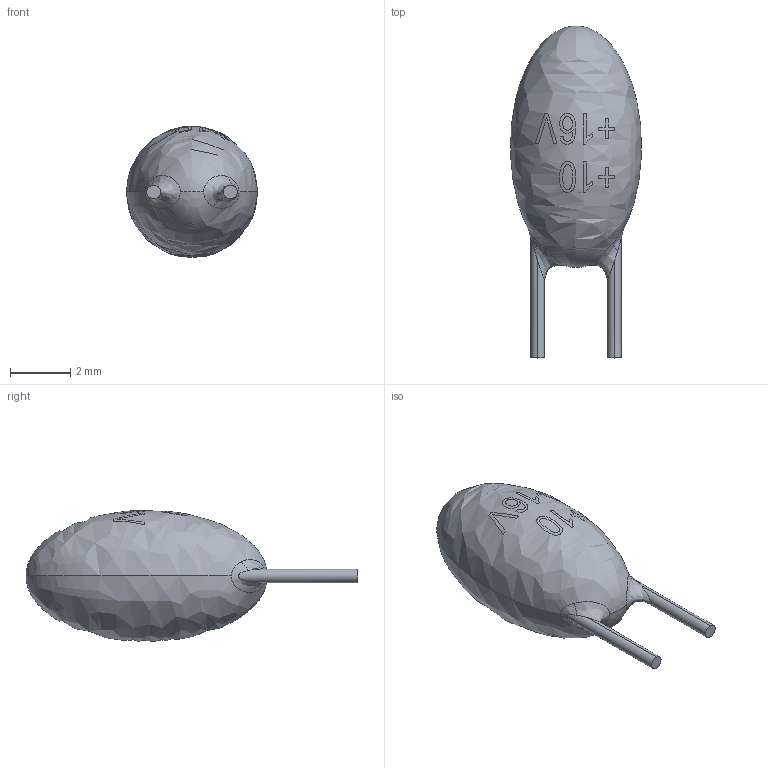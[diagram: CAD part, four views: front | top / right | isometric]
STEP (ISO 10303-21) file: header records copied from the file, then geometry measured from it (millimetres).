
FILE_DESCRIPTION (( 'STEP AP214' ), '1' );
FILE_NAME ('User Library-CAP_TANT_0.1.STEP', '2016-01-04T09:17:11', ( 'Windows User' ), ( '' ), 'SwSTEP 2.0', 'SolidWorks 2016', '' );
FILE_SCHEMA (( 'AUTOMOTIVE_DESIGN' ));
Length unit declared in the file: millimetre
Products named in the file (1): User Library-CAP_TANT_0.1
Bounding box: 4.34 x 11 x 4.34 mm (x, y, z)
Volume: 80.7 mm3; surface area: 104.7 mm2
Topology: 1 solids, 1 shells, 21 faces, 107 edges, 93 vertices
Faces by surface type: bspline 15, cylinder 4, plane 2
Entity records: 1957 total; most frequent: CARTESIAN_POINT 1078, ORIENTED_EDGE 206, EDGE_CURVE 103, VERTEX_POINT 93, DIRECTION 72, B_SPLINE_CURVE_WITH_KNOTS 68, AXIS2_PLACEMENT_3D 34, EDGE_LOOP 30
